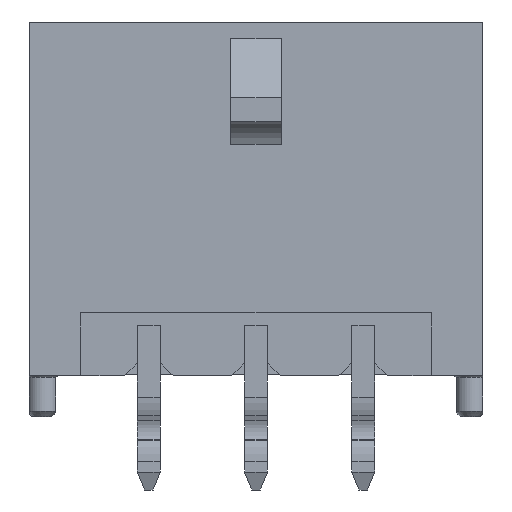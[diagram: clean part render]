
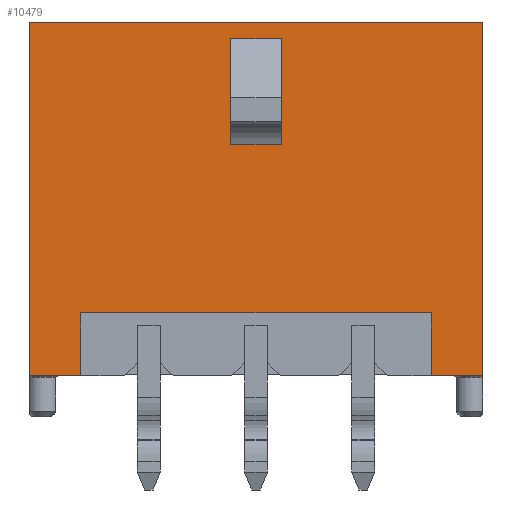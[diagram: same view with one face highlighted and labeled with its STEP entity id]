
A CAD part, front view. The second image highlights one B-rep face of the part: STEP entity #10479.
In plain terms, the highlighted face is planar.
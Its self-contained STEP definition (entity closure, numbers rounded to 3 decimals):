
#1093=ORIENTED_EDGE('',*,*,#2834,.F.);
#1094=ORIENTED_EDGE('',*,*,#3059,.F.);
#1095=ORIENTED_EDGE('',*,*,#3060,.T.);
#1096=ORIENTED_EDGE('',*,*,#3061,.T.);
#1097=ORIENTED_EDGE('',*,*,#3062,.F.);
#1098=ORIENTED_EDGE('',*,*,#3063,.F.);
#1099=ORIENTED_EDGE('',*,*,#2829,.F.);
#1100=ORIENTED_EDGE('',*,*,#2832,.F.);
#1101=ORIENTED_EDGE('',*,*,#2805,.T.);
#1102=ORIENTED_EDGE('',*,*,#2812,.T.);
#1103=ORIENTED_EDGE('',*,*,#2801,.F.);
#1104=ORIENTED_EDGE('',*,*,#2810,.F.);
#2801=EDGE_CURVE('',#3851,#3852,#4607,.T.);
#2805=EDGE_CURVE('',#3855,#3856,#4610,.T.);
#2810=EDGE_CURVE('',#3855,#3851,#4614,.T.);
#2812=EDGE_CURVE('',#3856,#3852,#4616,.T.);
#2829=EDGE_CURVE('',#3869,#3870,#4633,.T.);
#2832=EDGE_CURVE('',#3871,#3869,#4636,.T.);
#2834=EDGE_CURVE('',#3872,#3871,#4638,.T.);
#3059=EDGE_CURVE('',#4021,#3872,#4863,.T.);
#3060=EDGE_CURVE('',#4021,#4022,#4864,.T.);
#3061=EDGE_CURVE('',#4022,#4023,#4865,.T.);
#3062=EDGE_CURVE('',#4024,#4023,#4866,.T.);
#3063=EDGE_CURVE('',#3870,#4024,#4867,.T.);
#3851=VERTEX_POINT('',#14040);
#3852=VERTEX_POINT('',#14041);
#3855=VERTEX_POINT('',#14049);
#3856=VERTEX_POINT('',#14050);
#3869=VERTEX_POINT('',#14092);
#3870=VERTEX_POINT('',#14093);
#3871=VERTEX_POINT('',#14098);
#3872=VERTEX_POINT('',#14102);
#4021=VERTEX_POINT('',#14540);
#4022=VERTEX_POINT('',#14542);
#4023=VERTEX_POINT('',#14544);
#4024=VERTEX_POINT('',#14546);
#4607=LINE('',#14039,#5627);
#4610=LINE('',#14048,#5630);
#4614=LINE('',#14058,#5634);
#4616=LINE('',#14062,#5636);
#4633=LINE('',#14091,#5653);
#4636=LINE('',#14097,#5656);
#4638=LINE('',#14101,#5658);
#4863=LINE('',#14539,#5883);
#4864=LINE('',#14541,#5884);
#4865=LINE('',#14543,#5885);
#4866=LINE('',#14545,#5886);
#4867=LINE('',#14547,#5887);
#5627=VECTOR('',#11793,1000.);
#5630=VECTOR('',#11800,1000.);
#5634=VECTOR('',#11808,1000.);
#5636=VECTOR('',#11814,1000.);
#5653=VECTOR('',#11835,1000.);
#5656=VECTOR('',#11840,1000.);
#5658=VECTOR('',#11844,1000.);
#5883=VECTOR('',#12197,1000.);
#5884=VECTOR('',#12198,1000.);
#5885=VECTOR('',#12199,1000.);
#5886=VECTOR('',#12200,1000.);
#5887=VECTOR('',#12201,1000.);
#6487=EDGE_LOOP('',(#1093,#1094,#1095,#1096,#1097,#1098,#1099,#1100));
#6488=EDGE_LOOP('',(#1101,#1102,#1103,#1104));
#6905=FACE_BOUND('',#6487,.T.);
#6906=FACE_BOUND('',#6488,.T.);
#7298=PLANE('',#10915);
#10479=ADVANCED_FACE('',(#6905,#6906),#7298,.T.);
#10915=AXIS2_PLACEMENT_3D('',#14538,#12195,#12196);
#11793=DIRECTION('',(0.,0.,1.));
#11800=DIRECTION('',(0.,0.,1.));
#11808=DIRECTION('',(0.,-1.,0.));
#11814=DIRECTION('',(0.,-1.,0.));
#11835=DIRECTION('',(0.,0.,-1.));
#11840=DIRECTION('',(0.,1.,0.));
#11844=DIRECTION('',(0.,0.,1.));
#12195=DIRECTION('',(-1.,0.,0.));
#12196=DIRECTION('',(0.,0.,1.));
#12197=DIRECTION('',(0.,1.,0.));
#12198=DIRECTION('',(0.,0.,1.));
#12199=DIRECTION('',(0.,1.,0.));
#12200=DIRECTION('',(0.,0.,1.));
#12201=DIRECTION('',(0.,1.,0.));
#14039=CARTESIAN_POINT('',(-3.43,-0.7,1.53));
#14040=CARTESIAN_POINT('',(-3.43,-0.7,1.53));
#14041=CARTESIAN_POINT('',(-3.43,-0.7,4.485));
#14048=CARTESIAN_POINT('',(-3.43,0.7,1.53));
#14049=CARTESIAN_POINT('',(-3.43,0.7,1.53));
#14050=CARTESIAN_POINT('',(-3.43,0.7,4.485));
#14058=CARTESIAN_POINT('',(-3.43,0.7,1.53));
#14062=CARTESIAN_POINT('',(-3.43,0.7,4.485));
#14091=CARTESIAN_POINT('',(-3.43,4.91,-3.19));
#14092=CARTESIAN_POINT('',(-3.43,4.91,-3.19));
#14093=CARTESIAN_POINT('',(-3.43,4.91,-4.95));
#14097=CARTESIAN_POINT('',(-3.43,-4.91,-3.19));
#14098=CARTESIAN_POINT('',(-3.43,-4.91,-3.19));
#14101=CARTESIAN_POINT('',(-3.43,-4.91,-4.95));
#14102=CARTESIAN_POINT('',(-3.43,-4.91,-4.95));
#14538=CARTESIAN_POINT('',(-3.43,-6.35,-4.95));
#14539=CARTESIAN_POINT('',(-3.43,-6.35,-4.95));
#14540=CARTESIAN_POINT('',(-3.43,-6.35,-4.95));
#14541=CARTESIAN_POINT('',(-3.43,-6.35,-4.95));
#14542=CARTESIAN_POINT('',(-3.43,-6.35,4.95));
#14543=CARTESIAN_POINT('',(-3.43,-6.35,4.95));
#14544=CARTESIAN_POINT('',(-3.43,6.35,4.95));
#14545=CARTESIAN_POINT('',(-3.43,6.35,-4.95));
#14546=CARTESIAN_POINT('',(-3.43,6.35,-4.95));
#14547=CARTESIAN_POINT('',(-3.43,-6.35,-4.95));
